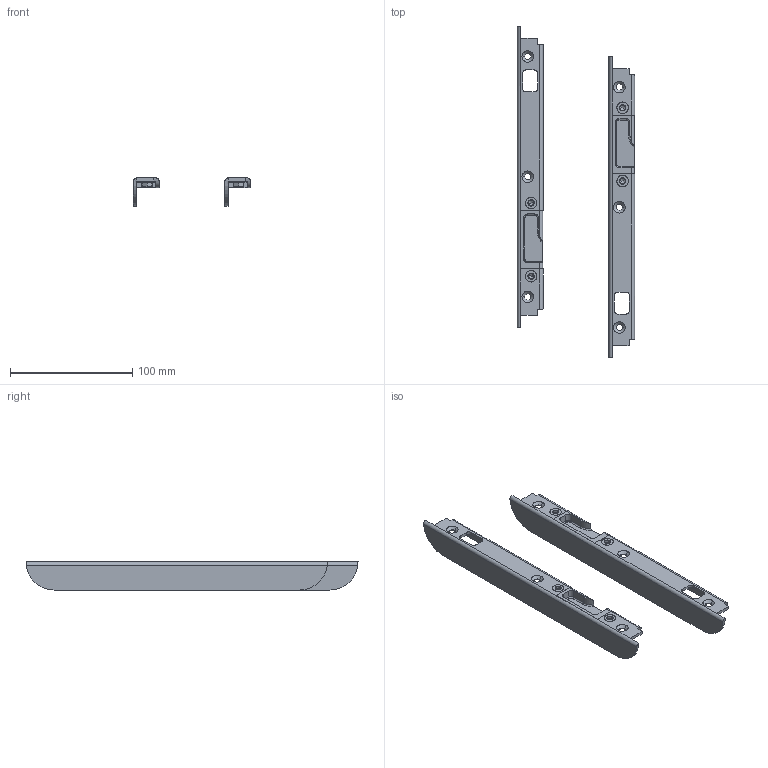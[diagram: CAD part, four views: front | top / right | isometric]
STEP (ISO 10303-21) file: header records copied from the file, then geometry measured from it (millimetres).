
FILE_DESCRIPTION (( 'STEP AP203' ), '1' );
FILE_NAME ('D001514132-001_30740 Einfräs DIN rechts.STEP', '2025-07-10T11:23:28', ( '' ), ( '' ), 'SwSTEP 2.0', 'SolidWorks 2024', '' );
FILE_SCHEMA (( 'CONFIG_CONTROL_DESIGN' ));
Length unit declared in the file: millimetre
Products named in the file (6): D001514080-001; D001514128-001; D001514132-001_30740 Einfräs DIN rechts; D001338226-001; D001514076-001; D001514112-000_D001514112-001_166.393 rechts
Assembly tree (12 placements, depth 2):
  D001514132-001_30740 Einfräs DIN rechts
    D001514076-001
    D001514080-001
    D001514112-000_D001514112-001_166.393 rechts  x2
    D001338226-001  x4
    D001514128-001  x4
Bounding box: 96 x 272 x 23 mm (x, y, z)
Volume: 54164 mm3; surface area: 50197.3 mm2
Topology: 12 solids, 12 shells, 454 faces, 1100 edges, 662 vertices
Faces by surface type: cylinder 188, plane 174, cone 76, sphere 8, torus 8
Entity records: 8191 total; most frequent: CARTESIAN_POINT 1593, DIRECTION 1249, ORIENTED_EDGE 1184, EDGE_CURVE 592, AXIS2_PLACEMENT_3D 448, VERTEX_POINT 368, LINE 353, VECTOR 353
